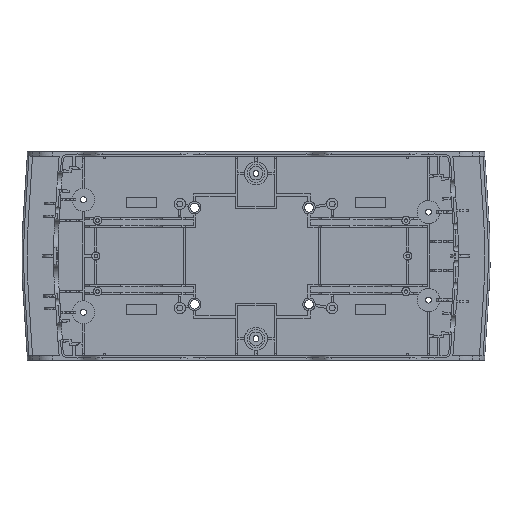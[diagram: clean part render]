
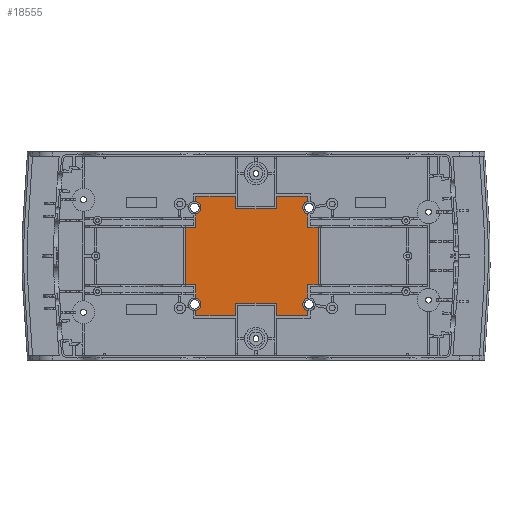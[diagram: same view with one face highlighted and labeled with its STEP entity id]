
A CAD part, top view. The second image highlights one B-rep face of the part: STEP entity #18555.
In plain terms, the highlighted planar face has unit normal (0, 0, 1).
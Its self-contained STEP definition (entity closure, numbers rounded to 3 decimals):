
#559=FACE_OUTER_BOUND('',#1566,.T.);
#1566=EDGE_LOOP('',(#12837,#12838,#12839,#12840,#12841,#12842,#12843,#12844,
#12845,#12846,#12847,#12848,#12849,#12850,#12851,#12852,#12853,#12854,#12855,
#12856,#12857,#12858,#12859,#12860,#12861,#12862,#12863,#12864,#12865,#12866));
#2650=CIRCLE('',#19698,3.6);
#2651=CIRCLE('',#19699,3.6);
#2652=CIRCLE('',#19700,3.6);
#2653=CIRCLE('',#19701,3.6);
#2654=CIRCLE('',#19702,3.6);
#2655=CIRCLE('',#19703,3.6);
#3306=LINE('',#27045,#5519);
#3341=LINE('',#27126,#5554);
#3356=LINE('',#27155,#5569);
#3357=LINE('',#27158,#5570);
#3541=LINE('',#27691,#5754);
#3542=LINE('',#27693,#5755);
#3543=LINE('',#27699,#5756);
#3544=LINE('',#27701,#5757);
#3545=LINE('',#27703,#5758);
#3546=LINE('',#27705,#5759);
#3547=LINE('',#27707,#5760);
#3548=LINE('',#27709,#5761);
#3549=LINE('',#27711,#5762);
#3550=LINE('',#27714,#5763);
#3551=LINE('',#27716,#5764);
#3552=LINE('',#27718,#5765);
#3553=LINE('',#27722,#5766);
#3554=LINE('',#27724,#5767);
#3555=LINE('',#27726,#5768);
#3556=LINE('',#27728,#5769);
#3557=LINE('',#27730,#5770);
#3558=LINE('',#27732,#5771);
#3559=LINE('',#27734,#5772);
#3560=LINE('',#27739,#5773);
#5519=VECTOR('',#21564,32.44);
#5554=VECTOR('',#21617,5.85);
#5569=VECTOR('',#21638,5.85);
#5570=VECTOR('',#21641,32.44);
#5754=VECTOR('',#22041,5.85);
#5755=VECTOR('',#22042,7.738);
#5756=VECTOR('',#22047,2.955);
#5757=VECTOR('',#22048,17.82);
#5758=VECTOR('',#22049,7.146);
#5759=VECTOR('',#22050,23.26);
#5760=VECTOR('',#22051,7.146);
#5761=VECTOR('',#22052,22.62);
#5762=VECTOR('',#22053,2.955);
#5763=VECTOR('',#22056,7.738);
#5764=VECTOR('',#22057,5.85);
#5765=VECTOR('',#22058,7.738);
#5766=VECTOR('',#22061,2.955);
#5767=VECTOR('',#22062,22.62);
#5768=VECTOR('',#22063,7.146);
#5769=VECTOR('',#22064,23.26);
#5770=VECTOR('',#22065,7.146);
#5771=VECTOR('',#22066,17.82);
#5772=VECTOR('',#22067,2.955);
#5773=VECTOR('',#22072,7.738);
#7785=VERTEX_POINT('',#27040);
#7786=VERTEX_POINT('',#27043);
#7822=VERTEX_POINT('',#27123);
#7823=VERTEX_POINT('',#27125);
#7834=VERTEX_POINT('',#27153);
#7835=VERTEX_POINT('',#27157);
#8076=VERTEX_POINT('',#27690);
#8077=VERTEX_POINT('',#27692);
#8078=VERTEX_POINT('',#27694);
#8079=VERTEX_POINT('',#27696);
#8080=VERTEX_POINT('',#27698);
#8081=VERTEX_POINT('',#27700);
#8082=VERTEX_POINT('',#27702);
#8083=VERTEX_POINT('',#27704);
#8084=VERTEX_POINT('',#27706);
#8085=VERTEX_POINT('',#27708);
#8086=VERTEX_POINT('',#27710);
#8087=VERTEX_POINT('',#27712);
#8088=VERTEX_POINT('',#27715);
#8089=VERTEX_POINT('',#27717);
#8090=VERTEX_POINT('',#27719);
#8091=VERTEX_POINT('',#27721);
#8092=VERTEX_POINT('',#27723);
#8093=VERTEX_POINT('',#27725);
#8094=VERTEX_POINT('',#27727);
#8095=VERTEX_POINT('',#27729);
#8096=VERTEX_POINT('',#27731);
#8097=VERTEX_POINT('',#27733);
#8098=VERTEX_POINT('',#27735);
#8099=VERTEX_POINT('',#27737);
#9664=EDGE_CURVE('',#7785,#7786,#3306,.T.);
#9703=EDGE_CURVE('',#7823,#7822,#3341,.T.);
#9719=EDGE_CURVE('',#7786,#7834,#3356,.T.);
#9720=EDGE_CURVE('',#7835,#7822,#3357,.T.);
#9970=EDGE_CURVE('',#8076,#7785,#3541,.T.);
#9971=EDGE_CURVE('',#8077,#7834,#3542,.T.);
#9972=EDGE_CURVE('',#8078,#8077,#2650,.T.);
#9973=EDGE_CURVE('',#8079,#8078,#2651,.T.);
#9974=EDGE_CURVE('',#8080,#8079,#3543,.T.);
#9975=EDGE_CURVE('',#8081,#8080,#3544,.T.);
#9976=EDGE_CURVE('',#8081,#8082,#3545,.T.);
#9977=EDGE_CURVE('',#8083,#8082,#3546,.T.);
#9978=EDGE_CURVE('',#8083,#8084,#3547,.T.);
#9979=EDGE_CURVE('',#8085,#8084,#3548,.T.);
#9980=EDGE_CURVE('',#8086,#8085,#3549,.T.);
#9981=EDGE_CURVE('',#8087,#8086,#2652,.T.);
#9982=EDGE_CURVE('',#7823,#8087,#3550,.T.);
#9983=EDGE_CURVE('',#7835,#8088,#3551,.T.);
#9984=EDGE_CURVE('',#8089,#8088,#3552,.T.);
#9985=EDGE_CURVE('',#8090,#8089,#2653,.T.);
#9986=EDGE_CURVE('',#8091,#8090,#3553,.T.);
#9987=EDGE_CURVE('',#8092,#8091,#3554,.T.);
#9988=EDGE_CURVE('',#8092,#8093,#3555,.T.);
#9989=EDGE_CURVE('',#8094,#8093,#3556,.T.);
#9990=EDGE_CURVE('',#8094,#8095,#3557,.T.);
#9991=EDGE_CURVE('',#8096,#8095,#3558,.T.);
#9992=EDGE_CURVE('',#8097,#8096,#3559,.T.);
#9993=EDGE_CURVE('',#8098,#8097,#2654,.T.);
#9994=EDGE_CURVE('',#8099,#8098,#2655,.T.);
#9995=EDGE_CURVE('',#8076,#8099,#3560,.T.);
#12837=ORIENTED_EDGE('',*,*,#9970,.T.);
#12838=ORIENTED_EDGE('',*,*,#9664,.T.);
#12839=ORIENTED_EDGE('',*,*,#9719,.T.);
#12840=ORIENTED_EDGE('',*,*,#9971,.F.);
#12841=ORIENTED_EDGE('',*,*,#9972,.F.);
#12842=ORIENTED_EDGE('',*,*,#9973,.F.);
#12843=ORIENTED_EDGE('',*,*,#9974,.F.);
#12844=ORIENTED_EDGE('',*,*,#9975,.F.);
#12845=ORIENTED_EDGE('',*,*,#9976,.T.);
#12846=ORIENTED_EDGE('',*,*,#9977,.F.);
#12847=ORIENTED_EDGE('',*,*,#9978,.T.);
#12848=ORIENTED_EDGE('',*,*,#9979,.F.);
#12849=ORIENTED_EDGE('',*,*,#9980,.F.);
#12850=ORIENTED_EDGE('',*,*,#9981,.F.);
#12851=ORIENTED_EDGE('',*,*,#9982,.F.);
#12852=ORIENTED_EDGE('',*,*,#9703,.T.);
#12853=ORIENTED_EDGE('',*,*,#9720,.F.);
#12854=ORIENTED_EDGE('',*,*,#9983,.T.);
#12855=ORIENTED_EDGE('',*,*,#9984,.F.);
#12856=ORIENTED_EDGE('',*,*,#9985,.F.);
#12857=ORIENTED_EDGE('',*,*,#9986,.F.);
#12858=ORIENTED_EDGE('',*,*,#9987,.F.);
#12859=ORIENTED_EDGE('',*,*,#9988,.T.);
#12860=ORIENTED_EDGE('',*,*,#9989,.F.);
#12861=ORIENTED_EDGE('',*,*,#9990,.T.);
#12862=ORIENTED_EDGE('',*,*,#9991,.F.);
#12863=ORIENTED_EDGE('',*,*,#9992,.F.);
#12864=ORIENTED_EDGE('',*,*,#9993,.F.);
#12865=ORIENTED_EDGE('',*,*,#9994,.F.);
#12866=ORIENTED_EDGE('',*,*,#9995,.F.);
#17789=PLANE('',#19697);
#18555=ADVANCED_FACE('',(#559),#17789,.F.);
#19697=AXIS2_PLACEMENT_3D('',#27689,#22039,#22040);
#19698=AXIS2_PLACEMENT_3D('',#27695,#22043,#22044);
#19699=AXIS2_PLACEMENT_3D('',#27697,#22045,#22046);
#19700=AXIS2_PLACEMENT_3D('',#27713,#22054,#22055);
#19701=AXIS2_PLACEMENT_3D('',#27720,#22059,#22060);
#19702=AXIS2_PLACEMENT_3D('',#27736,#22068,#22069);
#19703=AXIS2_PLACEMENT_3D('',#27738,#22070,#22071);
#21564=DIRECTION('',(0.,1.,0.));
#21617=DIRECTION('',(-1.,0.,0.));
#21638=DIRECTION('',(-1.,0.,0.));
#21641=DIRECTION('',(0.,1.,0.));
#22039=DIRECTION('center_axis',(0.,0.,-1.));
#22040=DIRECTION('ref_axis',(-1.,0.,0.));
#22041=DIRECTION('',(1.,0.,0.));
#22042=DIRECTION('',(0.,-1.,0.));
#22043=DIRECTION('center_axis',(0.,0.,1.));
#22044=DIRECTION('ref_axis',(-0.181,0.984,0.));
#22045=DIRECTION('center_axis',(0.,0.,1.));
#22046=DIRECTION('ref_axis',(-0.181,0.984,0.));
#22047=DIRECTION('',(0.,-1.,0.));
#22048=DIRECTION('',(1.,0.,0.));
#22049=DIRECTION('',(0.,-1.,0.));
#22050=DIRECTION('',(1.,0.,0.));
#22051=DIRECTION('',(0.,1.,0.));
#22052=DIRECTION('',(1.,0.,0.));
#22053=DIRECTION('',(0.,1.,0.));
#22054=DIRECTION('center_axis',(0.,0.,1.));
#22055=DIRECTION('ref_axis',(0.181,-0.984,0.));
#22056=DIRECTION('',(0.,1.,0.));
#22057=DIRECTION('',(1.,0.,0.));
#22058=DIRECTION('',(0.,1.,0.));
#22059=DIRECTION('center_axis',(0.,0.,1.));
#22060=DIRECTION('ref_axis',(0.181,-0.984,0.));
#22061=DIRECTION('',(0.,1.,0.));
#22062=DIRECTION('',(-1.,0.,0.));
#22063=DIRECTION('',(0.,1.,0.));
#22064=DIRECTION('',(-1.,0.,0.));
#22065=DIRECTION('',(0.,-1.,0.));
#22066=DIRECTION('',(-1.,0.,0.));
#22067=DIRECTION('',(0.,-1.,0.));
#22068=DIRECTION('center_axis',(0.,0.,1.));
#22069=DIRECTION('ref_axis',(-0.181,0.984,0.));
#22070=DIRECTION('center_axis',(0.,0.,1.));
#22071=DIRECTION('ref_axis',(-0.181,0.984,0.));
#22072=DIRECTION('',(0.,-1.,0.));
#27040=CARTESIAN_POINT('',(40.3,-6.22,-32.07));
#27043=CARTESIAN_POINT('',(40.3,26.22,-32.07));
#27045=CARTESIAN_POINT('',(40.3,-6.22,-32.07));
#27123=CARTESIAN_POINT('',(-35.1,26.22,-32.07));
#27125=CARTESIAN_POINT('',(-29.25,26.22,-32.07));
#27126=CARTESIAN_POINT('',(-29.25,26.22,-32.07));
#27153=CARTESIAN_POINT('',(34.45,26.22,-32.07));
#27155=CARTESIAN_POINT('',(40.3,26.22,-32.07));
#27157=CARTESIAN_POINT('',(-35.1,-6.22,-32.07));
#27158=CARTESIAN_POINT('',(-35.1,-6.22,-32.07));
#27689=CARTESIAN_POINT('Origin',(135.,-168.75,-32.07));
#27690=CARTESIAN_POINT('',(34.45,-6.22,-32.07));
#27691=CARTESIAN_POINT('',(34.45,-6.22,-32.07));
#27692=CARTESIAN_POINT('',(34.45,33.958,-32.07));
#27693=CARTESIAN_POINT('',(34.45,33.958,-32.07));
#27694=CARTESIAN_POINT('',(31.5,37.499,-32.07));
#27695=CARTESIAN_POINT('Origin',(35.1,37.499,-32.07));
#27696=CARTESIAN_POINT('',(34.45,41.04,-32.07));
#27697=CARTESIAN_POINT('Origin',(35.1,37.499,-32.07));
#27698=CARTESIAN_POINT('',(34.45,43.995,-32.07));
#27699=CARTESIAN_POINT('',(34.45,43.995,-32.07));
#27700=CARTESIAN_POINT('',(16.63,43.995,-32.07));
#27701=CARTESIAN_POINT('',(16.63,43.995,-32.07));
#27702=CARTESIAN_POINT('',(16.63,36.849,-32.07));
#27703=CARTESIAN_POINT('',(16.63,43.995,-32.07));
#27704=CARTESIAN_POINT('',(-6.63,36.849,-32.07));
#27705=CARTESIAN_POINT('',(-6.63,36.849,-32.07));
#27706=CARTESIAN_POINT('',(-6.63,43.995,-32.07));
#27707=CARTESIAN_POINT('',(-6.63,36.849,-32.07));
#27708=CARTESIAN_POINT('',(-29.25,43.995,-32.07));
#27709=CARTESIAN_POINT('',(-29.25,43.995,-32.07));
#27710=CARTESIAN_POINT('',(-29.25,41.04,-32.07));
#27711=CARTESIAN_POINT('',(-29.25,41.04,-32.07));
#27712=CARTESIAN_POINT('',(-29.25,33.958,-32.07));
#27713=CARTESIAN_POINT('Origin',(-29.9,37.499,-32.07));
#27714=CARTESIAN_POINT('',(-29.25,26.22,-32.07));
#27715=CARTESIAN_POINT('',(-29.25,-6.22,-32.07));
#27716=CARTESIAN_POINT('',(-35.1,-6.22,-32.07));
#27717=CARTESIAN_POINT('',(-29.25,-13.958,-32.07));
#27718=CARTESIAN_POINT('',(-29.25,-13.958,-32.07));
#27719=CARTESIAN_POINT('',(-29.25,-21.04,-32.07));
#27720=CARTESIAN_POINT('Origin',(-29.9,-17.499,-32.07));
#27721=CARTESIAN_POINT('',(-29.25,-23.995,-32.07));
#27722=CARTESIAN_POINT('',(-29.25,-23.995,-32.07));
#27723=CARTESIAN_POINT('',(-6.63,-23.995,-32.07));
#27724=CARTESIAN_POINT('',(-6.63,-23.995,-32.07));
#27725=CARTESIAN_POINT('',(-6.63,-16.849,-32.07));
#27726=CARTESIAN_POINT('',(-6.63,-23.995,-32.07));
#27727=CARTESIAN_POINT('',(16.63,-16.849,-32.07));
#27728=CARTESIAN_POINT('',(16.63,-16.849,-32.07));
#27729=CARTESIAN_POINT('',(16.63,-23.995,-32.07));
#27730=CARTESIAN_POINT('',(16.63,-16.849,-32.07));
#27731=CARTESIAN_POINT('',(34.45,-23.995,-32.07));
#27732=CARTESIAN_POINT('',(34.45,-23.995,-32.07));
#27733=CARTESIAN_POINT('',(34.45,-21.04,-32.07));
#27734=CARTESIAN_POINT('',(34.45,-21.04,-32.07));
#27735=CARTESIAN_POINT('',(31.5,-17.499,-32.07));
#27736=CARTESIAN_POINT('Origin',(35.1,-17.499,-32.07));
#27737=CARTESIAN_POINT('',(34.45,-13.958,-32.07));
#27738=CARTESIAN_POINT('Origin',(35.1,-17.499,-32.07));
#27739=CARTESIAN_POINT('',(34.45,-6.22,-32.07));
